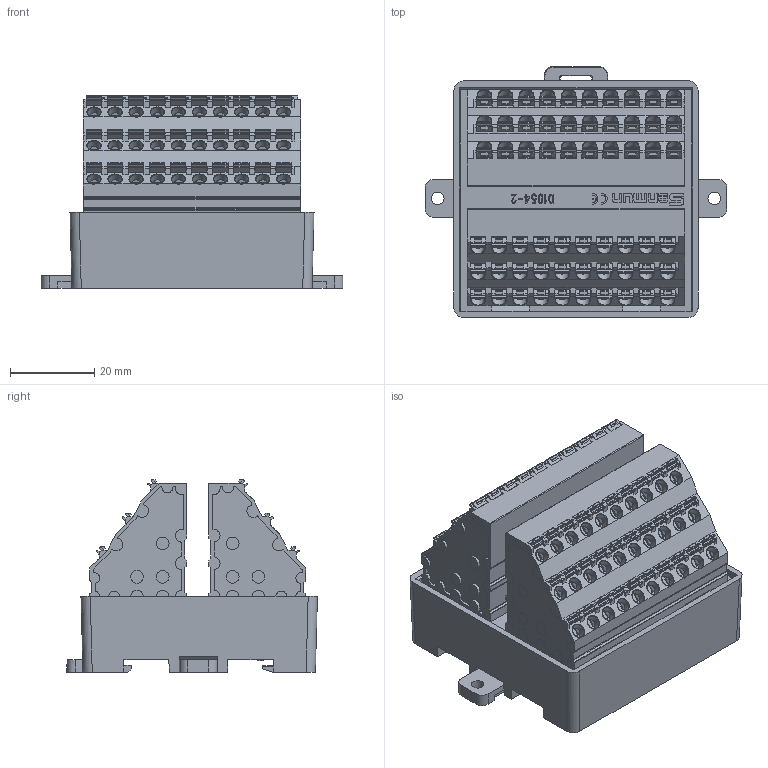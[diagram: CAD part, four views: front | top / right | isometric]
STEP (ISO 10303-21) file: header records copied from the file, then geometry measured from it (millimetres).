
FILE_DESCRIPTION(/* description */ (''),/* implementation_level */ '2;1');
FILE_NAME(/* name */ 'D1054-2E.stp',/* time_stamp */ '2024-08-14T11:49:32+08:00',/* author */ (''),/* organization */ (''),/* preprocessor_version */ 'ST-DEVELOPER v14',/* originating_system */ 'SIEMENS PLM Software NX 8.0',/* authorisation */ '');
FILE_SCHEMA (('AUTOMOTIVE_DESIGN { 1 0 10303 214 3 1 1 1 }'));
Products named in the file (1): Admi089C3F336m9u
Bounding box: 71.6 x 59.51 x 45.68 mm (x, y, z)
Volume: 96081.9 mm3; surface area: 24496.9 mm2
Topology: 3 solids, 8 shells, 2964 faces, 8579 edges, 5740 vertices
Faces by surface type: plane 2166, cylinder 573, revolution 120, extrusion 99, cone 4, bspline 2
Full cylindrical faces by diameter (mm): 2.999 x12, 3 x2, 3.199 x60
Entity records: 101743 total; most frequent: CARTESIAN_POINT 24527, ORIENTED_EDGE 16870, DIRECTION 14404, EDGE_CURVE 8435, VECTOR 5756, VERTEX_POINT 5672, LINE 5657, AXIS2_PLACEMENT_3D 4264
